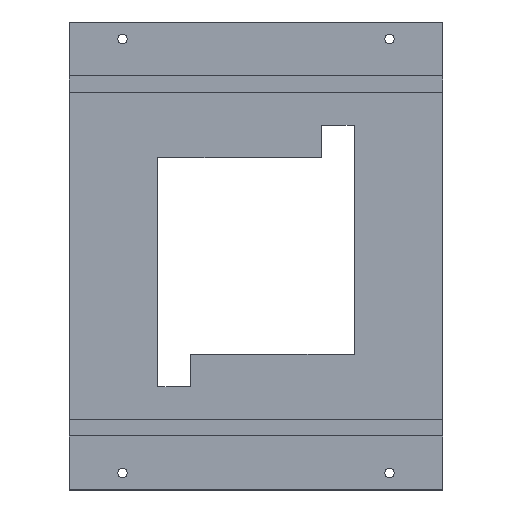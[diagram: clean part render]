
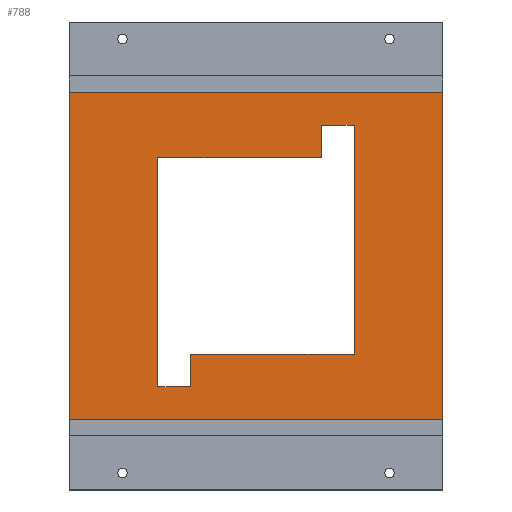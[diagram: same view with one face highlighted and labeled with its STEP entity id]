
A CAD part, top view. The second image highlights one B-rep face of the part: STEP entity #788.
In plain terms, the highlighted planar face has unit normal (0, 0, 1).
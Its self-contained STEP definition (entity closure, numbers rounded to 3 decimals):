
#40=FACE_BOUND('',#156,.T.);
#104=FACE_OUTER_BOUND('',#155,.T.);
#155=EDGE_LOOP('',(#703,#704,#705,#706));
#156=EDGE_LOOP('',(#707,#708,#709,#710,#711,#712,#713,#714));
#185=LINE('',#1129,#269);
#213=LINE('',#1213,#297);
#215=LINE('',#1217,#299);
#217=LINE('',#1221,#301);
#219=LINE('',#1225,#303);
#221=LINE('',#1229,#305);
#223=LINE('',#1233,#307);
#225=LINE('',#1237,#309);
#227=LINE('',#1240,#311);
#231=LINE('',#1253,#315);
#245=LINE('',#1292,#329);
#246=LINE('',#1293,#330);
#269=VECTOR('',#903,10.);
#297=VECTOR('',#981,10.);
#299=VECTOR('',#985,10.);
#301=VECTOR('',#989,10.);
#303=VECTOR('',#993,10.);
#305=VECTOR('',#997,10.);
#307=VECTOR('',#1001,10.);
#309=VECTOR('',#1005,10.);
#311=VECTOR('',#1009,10.);
#315=VECTOR('',#1021,10.);
#329=VECTOR('',#1071,10.);
#330=VECTOR('',#1072,10.);
#352=VERTEX_POINT('',#1126);
#353=VERTEX_POINT('',#1128);
#383=VERTEX_POINT('',#1210);
#384=VERTEX_POINT('',#1212);
#385=VERTEX_POINT('',#1216);
#386=VERTEX_POINT('',#1220);
#387=VERTEX_POINT('',#1224);
#388=VERTEX_POINT('',#1228);
#389=VERTEX_POINT('',#1232);
#390=VERTEX_POINT('',#1236);
#394=VERTEX_POINT('',#1250);
#395=VERTEX_POINT('',#1252);
#427=EDGE_CURVE('',#352,#353,#185,.T.);
#469=EDGE_CURVE('',#384,#383,#213,.T.);
#471=EDGE_CURVE('',#385,#384,#215,.T.);
#473=EDGE_CURVE('',#386,#385,#217,.T.);
#475=EDGE_CURVE('',#387,#386,#219,.T.);
#477=EDGE_CURVE('',#388,#387,#221,.T.);
#479=EDGE_CURVE('',#389,#388,#223,.T.);
#481=EDGE_CURVE('',#390,#389,#225,.T.);
#483=EDGE_CURVE('',#383,#390,#227,.T.);
#489=EDGE_CURVE('',#394,#395,#231,.T.);
#509=EDGE_CURVE('',#353,#394,#245,.T.);
#510=EDGE_CURVE('',#395,#352,#246,.T.);
#703=ORIENTED_EDGE('',*,*,#489,.F.);
#704=ORIENTED_EDGE('',*,*,#509,.F.);
#705=ORIENTED_EDGE('',*,*,#427,.F.);
#706=ORIENTED_EDGE('',*,*,#510,.F.);
#707=ORIENTED_EDGE('',*,*,#477,.T.);
#708=ORIENTED_EDGE('',*,*,#475,.T.);
#709=ORIENTED_EDGE('',*,*,#473,.T.);
#710=ORIENTED_EDGE('',*,*,#471,.T.);
#711=ORIENTED_EDGE('',*,*,#469,.T.);
#712=ORIENTED_EDGE('',*,*,#483,.T.);
#713=ORIENTED_EDGE('',*,*,#481,.T.);
#714=ORIENTED_EDGE('',*,*,#479,.T.);
#750=PLANE('',#864);
#788=ADVANCED_FACE('',(#104,#40),#750,.F.);
#864=AXIS2_PLACEMENT_3D('',#1291,#1069,#1070);
#903=DIRECTION('',(0.,-1.,0.));
#981=DIRECTION('',(0.,-1.,0.));
#985=DIRECTION('',(-1.,0.,0.));
#989=DIRECTION('',(0.,-1.,0.));
#993=DIRECTION('',(1.,0.,0.));
#997=DIRECTION('',(0.,1.,0.));
#1001=DIRECTION('',(1.,0.,0.));
#1005=DIRECTION('',(0.,1.,0.));
#1009=DIRECTION('',(-1.,0.,0.));
#1021=DIRECTION('',(0.,1.,0.));
#1069=DIRECTION('center_axis',(0.,0.,-1.));
#1070=DIRECTION('ref_axis',(-1.,0.,0.));
#1071=DIRECTION('',(-1.,0.,0.));
#1072=DIRECTION('',(1.,0.,0.));
#1126=CARTESIAN_POINT('',(257.,50.,3.05));
#1128=CARTESIAN_POINT('',(257.,-50.,3.05));
#1129=CARTESIAN_POINT('',(257.,-42.,3.05));
#1210=CARTESIAN_POINT('',(180.,-40.,3.05));
#1212=CARTESIAN_POINT('',(180.,-30.,3.05));
#1213=CARTESIAN_POINT('',(180.,-15.,3.05));
#1216=CARTESIAN_POINT('',(230.,-30.,3.05));
#1217=CARTESIAN_POINT('',(215.,-30.,3.05));
#1220=CARTESIAN_POINT('',(230.,40.,3.05));
#1221=CARTESIAN_POINT('',(230.,20.,3.05));
#1224=CARTESIAN_POINT('',(220.,40.,3.05));
#1225=CARTESIAN_POINT('',(210.,40.,3.05));
#1228=CARTESIAN_POINT('',(220.,30.,3.05));
#1229=CARTESIAN_POINT('',(220.,15.,3.05));
#1232=CARTESIAN_POINT('',(170.,30.,3.05));
#1233=CARTESIAN_POINT('',(185.,30.,3.05));
#1236=CARTESIAN_POINT('',(170.,-40.,3.05));
#1237=CARTESIAN_POINT('',(170.,-20.,3.05));
#1240=CARTESIAN_POINT('',(190.,-40.,3.05));
#1250=CARTESIAN_POINT('',(143.,-50.,3.05));
#1252=CARTESIAN_POINT('',(143.,50.,3.05));
#1253=CARTESIAN_POINT('',(143.,42.,3.05));
#1291=CARTESIAN_POINT('Origin',(200.,0.,3.05));
#1292=CARTESIAN_POINT('',(140.,-50.,3.05));
#1293=CARTESIAN_POINT('',(260.,50.,3.05));
